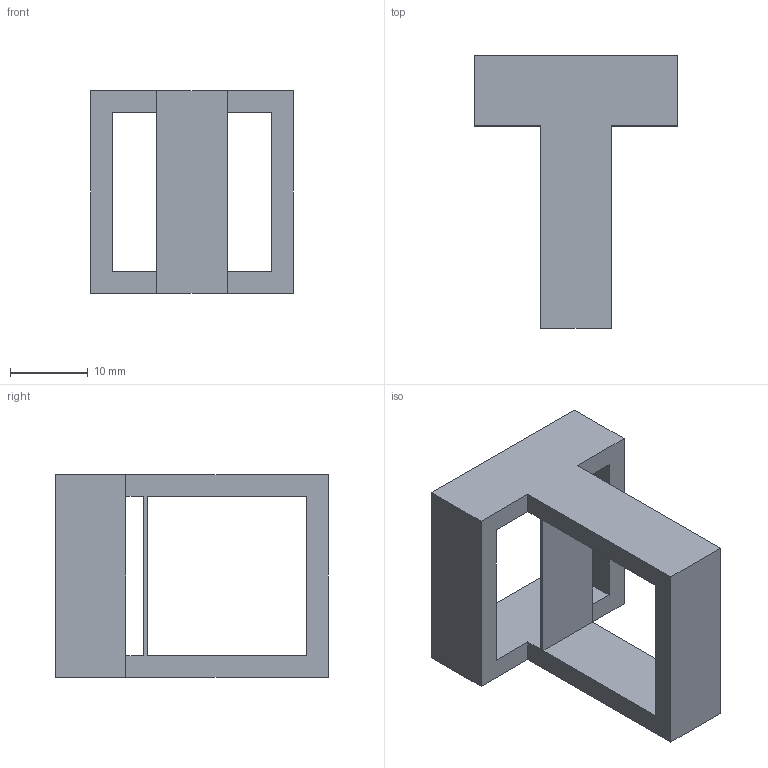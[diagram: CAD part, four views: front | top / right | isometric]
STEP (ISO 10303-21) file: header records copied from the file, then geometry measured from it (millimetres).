
FILE_DESCRIPTION(('Open CASCADE Model'),'2;1');
FILE_NAME('Open CASCADE Shape Model','2025-02-17T20:46:56',('Author'),( 'Open CASCADE'),'Open CASCADE STEP processor 7.7','Open CASCADE 7.7' ,'Unknown');
FILE_SCHEMA(('AUTOMOTIVE_DESIGN { 1 0 10303 214 1 1 1 1 }'));
Length unit declared in the file: millimetre
Products named in the file (1): Open CASCADE STEP translator 7.7 3
Bounding box: 26 x 35 x 26 mm (x, y, z)
Volume: 4188.4 mm3; surface area: 4220.2 mm2
Topology: 1 solids, 1 shells, 19 faces, 60 edges, 40 vertices
Faces by surface type: plane 19
Entity records: 1408 total; most frequent: CARTESIAN_POINT 288, DIRECTION 172, LINE 132, VECTOR 132, ORIENTED_EDGE 120, PCURVE 120, DEFINITIONAL_REPRESENTATION 120, EDGE_CURVE 60
